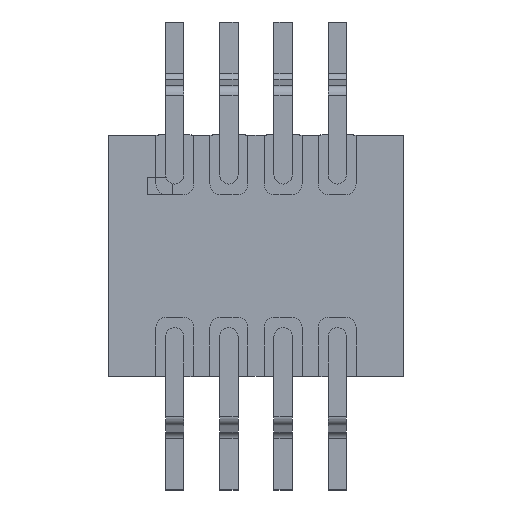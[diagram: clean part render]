
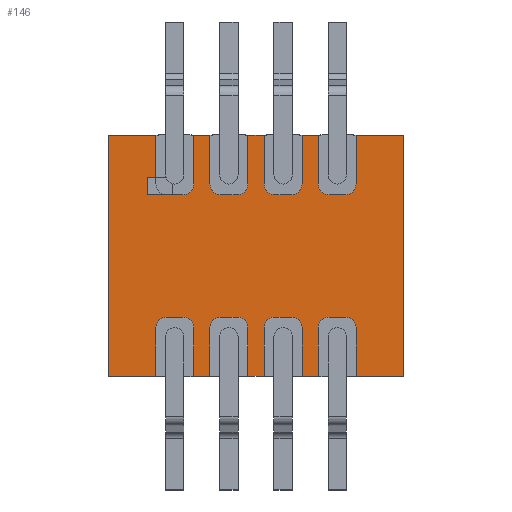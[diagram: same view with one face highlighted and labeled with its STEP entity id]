
A CAD part, top view. The second image highlights one B-rep face of the part: STEP entity #146.
In plain terms, the highlighted face is planar.
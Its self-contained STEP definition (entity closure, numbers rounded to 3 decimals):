
#30=DIRECTION('',(1.,0.,0.));
#31=VECTOR('',#30,5.65);
#32=CARTESIAN_POINT('',(-2.825,0.,3.45));
#33=LINE('',#32,#31);
#38=DIRECTION('',(0.,0.,-1.));
#39=VECTOR('',#38,6.9);
#40=CARTESIAN_POINT('',(2.825,0.,3.45));
#41=LINE('',#40,#39);
#45=DIRECTION('',(-1.,0.,0.));
#46=VECTOR('',#45,5.65);
#47=CARTESIAN_POINT('',(2.825,0.,-3.45));
#48=LINE('',#47,#46);
#52=DIRECTION('',(0.,0.,1.));
#53=VECTOR('',#52,6.9);
#54=CARTESIAN_POINT('',(-2.825,0.,-3.45));
#55=LINE('',#54,#53);
#115=CARTESIAN_POINT('',(-2.825,0.,3.45));
#116=CARTESIAN_POINT('',(2.825,0.,3.45));
#117=VERTEX_POINT('',#115);
#118=VERTEX_POINT('',#116);
#119=CARTESIAN_POINT('',(2.825,0.,-3.45));
#120=VERTEX_POINT('',#119);
#121=CARTESIAN_POINT('',(-2.825,0.,-3.45));
#122=VERTEX_POINT('',#121);
#131=CARTESIAN_POINT('',(0.,0.,0.));
#132=DIRECTION('',(0.,1.,0.));
#133=DIRECTION('',(1.,0.,0.));
#134=AXIS2_PLACEMENT_3D('',#131,#132,#133);
#135=PLANE('',#134);
#137=ORIENTED_EDGE('',*,*,#136,.T.);
#139=ORIENTED_EDGE('',*,*,#138,.T.);
#141=ORIENTED_EDGE('',*,*,#140,.T.);
#143=ORIENTED_EDGE('',*,*,#142,.T.);
#144=EDGE_LOOP('',(#137,#139,#141,#143));
#145=FACE_OUTER_BOUND('',#144,.F.);
#136=EDGE_CURVE('',#117,#118,#33,.T.);
#138=EDGE_CURVE('',#118,#120,#41,.T.);
#140=EDGE_CURVE('',#120,#122,#48,.T.);
#142=EDGE_CURVE('',#122,#117,#55,.T.);
#146=ADVANCED_FACE('',(#145),#135,.F.);
